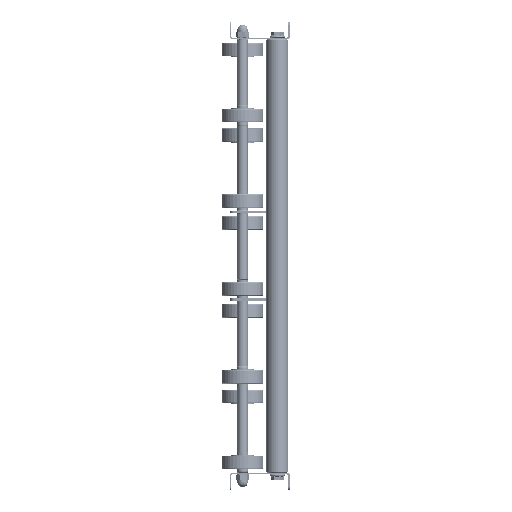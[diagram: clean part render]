
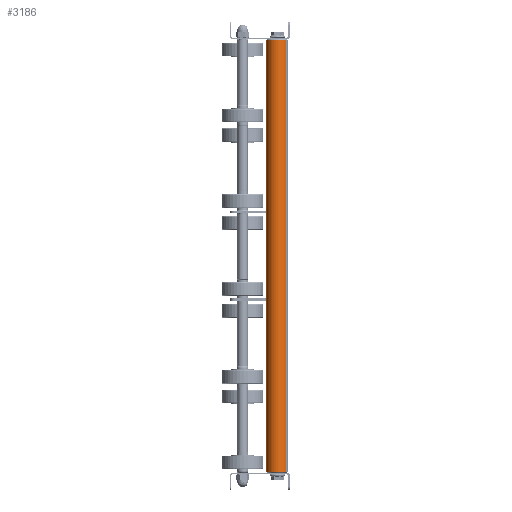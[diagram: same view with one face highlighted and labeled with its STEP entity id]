
A CAD part, left-side view. The second image highlights one B-rep face of the part: STEP entity #3186.
In plain terms, the highlighted cylindrical face has radius 12.5 mm (diameter 25 mm), a partial arc.
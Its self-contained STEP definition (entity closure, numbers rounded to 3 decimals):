
#1584 = EDGE_CURVE ( 'NONE', #6347, #21760, #15482, .T. ) ;
#1943 = CYLINDRICAL_SURFACE ( 'NONE', #18014, 12.5 ) ;
#2134 = EDGE_CURVE ( 'NONE', #21760, #7838, #9141, .T. ) ;
#2534 = CARTESIAN_POINT ( 'NONE',  ( 500., 0., 12.5 ) ) ;
#3186 = ADVANCED_FACE ( 'NONE', ( #28929 ), #1943, .T. ) ;
#3690 = DIRECTION ( 'NONE',  ( 0., 0., -1. ) ) ;
#5822 = CARTESIAN_POINT ( 'NONE',  ( 1., 0., 12.5 ) ) ;
#6227 = DIRECTION ( 'NONE',  ( 0., 0., 1. ) ) ;
#6347 = VERTEX_POINT ( 'NONE', #18604 ) ;
#7378 = VERTEX_POINT ( 'NONE', #9564 ) ;
#7752 = EDGE_LOOP ( 'NONE', ( #13829, #19620, #9269, #27420 ) ) ;
#7838 = VERTEX_POINT ( 'NONE', #5822 ) ;
#7998 = CARTESIAN_POINT ( 'NONE',  ( 499., 0., 12.5 ) ) ;
#9141 = LINE ( 'NONE', #2534, #22238 ) ;
#9269 = ORIENTED_EDGE ( 'NONE', *, *, #2134, .T. ) ;
#9564 = CARTESIAN_POINT ( 'NONE',  ( 1., 0., -12.5 ) ) ;
#10548 = EDGE_CURVE ( 'NONE', #6347, #7378, #18766, .T. ) ;
#12096 = DIRECTION ( 'NONE',  ( -1., 0., 0. ) ) ;
#12527 = EDGE_CURVE ( 'NONE', #7838, #7378, #17235, .T. ) ;
#12926 = DIRECTION ( 'NONE',  ( 1., 0., 0. ) ) ;
#13118 = DIRECTION ( 'NONE',  ( -1., 0., 0. ) ) ;
#13829 = ORIENTED_EDGE ( 'NONE', *, *, #10548, .F. ) ;
#15348 = CARTESIAN_POINT ( 'NONE',  ( 500., 0., 0. ) ) ;
#15482 = CIRCLE ( 'NONE', #20681, 12.5 ) ;
#15539 = DIRECTION ( 'NONE',  ( -1., 0., 0. ) ) ;
#16544 = CARTESIAN_POINT ( 'NONE',  ( 500., 0., -12.5 ) ) ;
#17178 = CARTESIAN_POINT ( 'NONE',  ( 499., 0., 0. ) ) ;
#17235 = CIRCLE ( 'NONE', #24761, 12.5 ) ;
#18014 = AXIS2_PLACEMENT_3D ( 'NONE', #15348, #13118, #6227 ) ;
#18604 = CARTESIAN_POINT ( 'NONE',  ( 499., 0., -12.5 ) ) ;
#18766 = LINE ( 'NONE', #16544, #24701 ) ;
#19620 = ORIENTED_EDGE ( 'NONE', *, *, #1584, .T. ) ;
#20681 = AXIS2_PLACEMENT_3D ( 'NONE', #17178, #15539, #24096 ) ;
#21760 = VERTEX_POINT ( 'NONE', #7998 ) ;
#22238 = VECTOR ( 'NONE', #24789, 1000. ) ;
#23731 = CARTESIAN_POINT ( 'NONE',  ( 1., 0., 0. ) ) ;
#24096 = DIRECTION ( 'NONE',  ( 0., 0., -1. ) ) ;
#24701 = VECTOR ( 'NONE', #12096, 1000. ) ;
#24761 = AXIS2_PLACEMENT_3D ( 'NONE', #23731, #12926, #3690 ) ;
#24789 = DIRECTION ( 'NONE',  ( -1., 0., 0. ) ) ;
#27420 = ORIENTED_EDGE ( 'NONE', *, *, #12527, .T. ) ;
#28929 = FACE_OUTER_BOUND ( 'NONE', #7752, .T. ) ;
